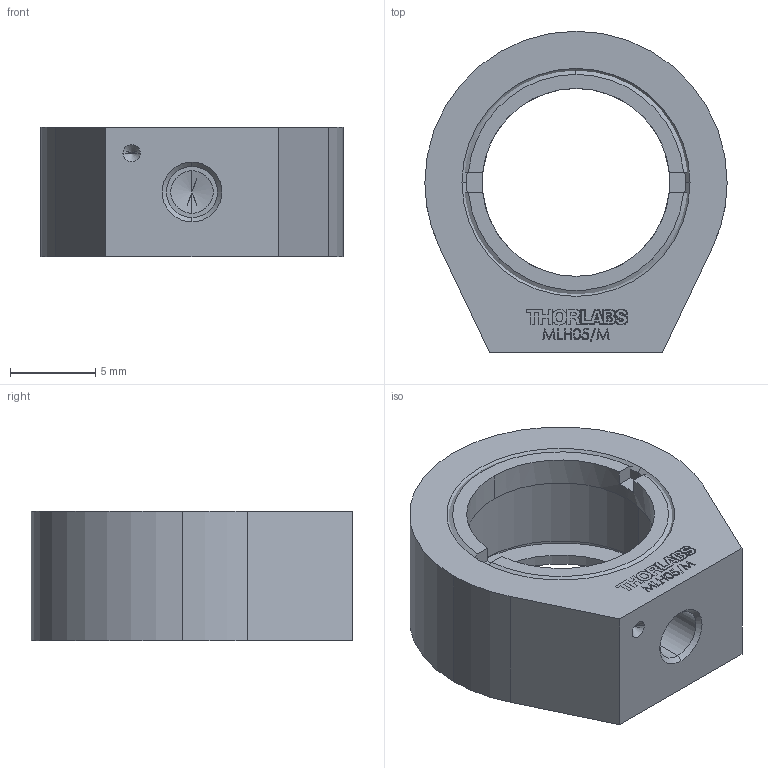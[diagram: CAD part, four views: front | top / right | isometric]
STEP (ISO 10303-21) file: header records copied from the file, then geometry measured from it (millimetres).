
FILE_DESCRIPTION(('FreeCAD Model'),'2;1');
FILE_NAME('Open CASCADE Shape Model','2023-03-27T09:26:15',('Author'),( ''),'Open CASCADE STEP processor 7.6','FreeCAD','Unknown');
FILE_SCHEMA(('AUTOMOTIVE_DESIGN { 1 0 10303 214 1 1 1 1 }'));
Length unit declared in the file: millimetre
Products named in the file (1): TTN152065-E0W
Bounding box: 17.78 x 18.9 x 7.62 mm (x, y, z)
Volume: 1125.8 mm3; surface area: 1375.2 mm2
Topology: 2 solids, 2 shells, 282 faces, 756 edges, 499 vertices
Faces by surface type: plane 176, bspline 76, cylinder 17, cone 13
Entity records: 20778 total; most frequent: CARTESIAN_POINT 6590, DIRECTION 2235, LINE 1690, VECTOR 1690, ORIENTED_EDGE 1504, PCURVE 1504, DEFINITIONAL_REPRESENTATION 1504, EDGE_CURVE 752
